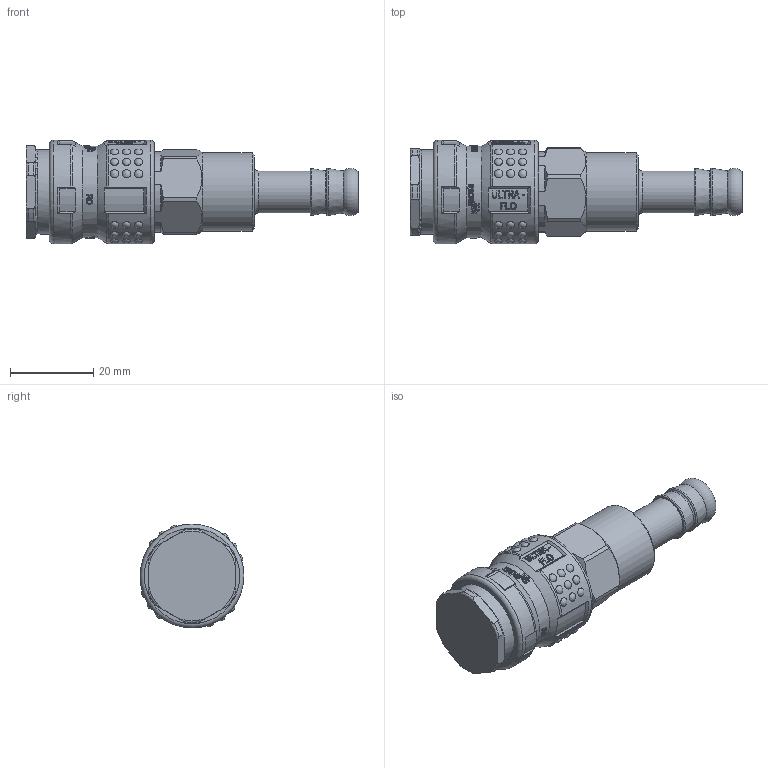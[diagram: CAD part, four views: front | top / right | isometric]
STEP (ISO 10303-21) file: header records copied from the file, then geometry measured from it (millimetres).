
FILE_DESCRIPTION(/* description */ (''),/* implementation_level */ '2;1');
FILE_NAME(/* name */ '1625katf10spn.stp',/* time_stamp */ '2017-11-07T15:10:39+01:00',/* author */ ('IA176480'),/* organization */ (''),/* preprocessor_version */ 'ST-DEVELOPER v16.5',/* originating_system */ 'Autodesk Inventor 2017',/* authorisation */ '');
FILE_SCHEMA (('AUTOMOTIVE_DESIGN { 1 0 10303 214 3 1 1 }'));
Products named in the file (1): 1625KATF10SPN
Bounding box: 80 x 25 x 25 mm (x, y, z)
Volume: 21334.6 mm3; surface area: 9802.6 mm2
Topology: 2 solids, 11 shells, 966 faces, 2455 edges, 1636 vertices
Faces by surface type: plane 355, bspline 337, cylinder 157, cone 42, torus 39, sphere 36
Full cylindrical faces by diameter (mm): 10.1 x1, 15.423 x1, 15.7 x1, 16.153 x1, 17 x1, 17.2 x1, 17.6 x1, 17.9 x1, 18.8 x1, 19.6 x1, 20.3 x1, 20.7 x1, 22 x1, 25 x2
Entity records: 98840 total; most frequent: CARTESIAN_POINT 76437, ORIENTED_EDGE 4792, DIRECTION 3611, EDGE_CURVE 2396, VERTEX_POINT 1623, AXIS2_PLACEMENT_3D 1265, EDGE_LOOP 1141, LINE 1081
